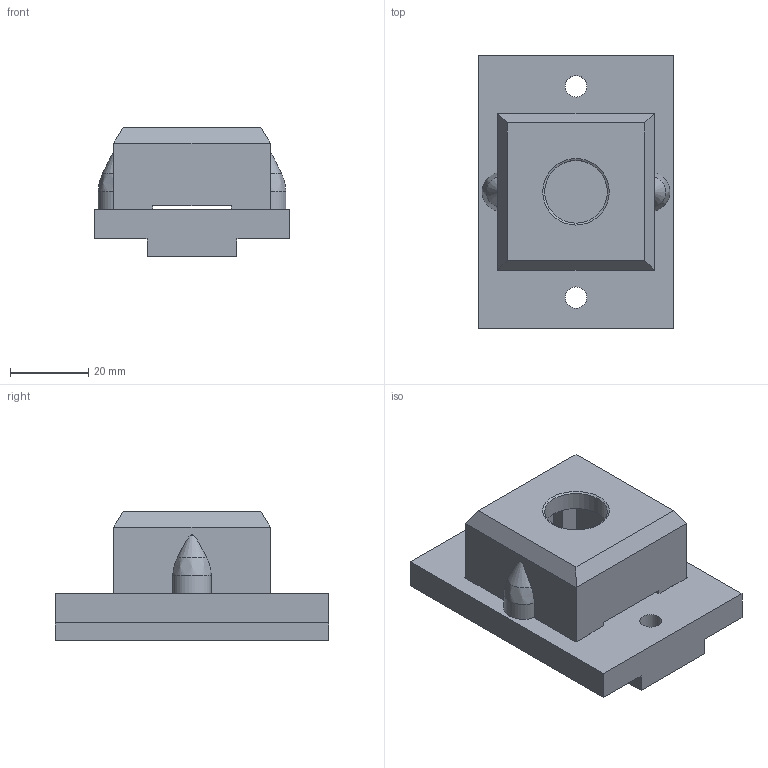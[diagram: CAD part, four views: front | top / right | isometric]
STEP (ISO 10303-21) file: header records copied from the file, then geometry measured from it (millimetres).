
FILE_DESCRIPTION(/* description */ (''),/* implementation_level */ '2;1');
FILE_NAME(/* name */ 'tool_sensor.step',/* time_stamp */ '2023-07-02T19:49:00-07:00',/* author */ (''),/* organization */ (''),/* preprocessor_version */ 'ST-DEVELOPER v19.2',/* originating_system */ 'Autodesk Translation Framework v12.6.0.85',/* authorisation */ '');
FILE_SCHEMA (('AUTOMOTIVE_DESIGN { 1 0 10303 214 3 1 1 }'));
Length unit declared in the file: millimetre
Products named in the file (1): cnc_box_v2
Bounding box: 50 x 70 x 33 mm (x, y, z)
Volume: 48379.6 mm3; surface area: 19571.2 mm2
Topology: 2 solids, 2 shells, 105 faces, 291 edges, 192 vertices
Faces by surface type: plane 78, cylinder 18, cone 5, bspline 4
Full cylindrical faces by diameter (mm): 3.5 x2, 4 x1, 4.5 x2, 5.5 x2, 6 x2, 16 x1
Entity records: 3468 total; most frequent: CARTESIAN_POINT 727, ORIENTED_EDGE 582, DIRECTION 533, EDGE_CURVE 291, LINE 233, VECTOR 233, VERTEX_POINT 192, AXIS2_PLACEMENT_3D 150
